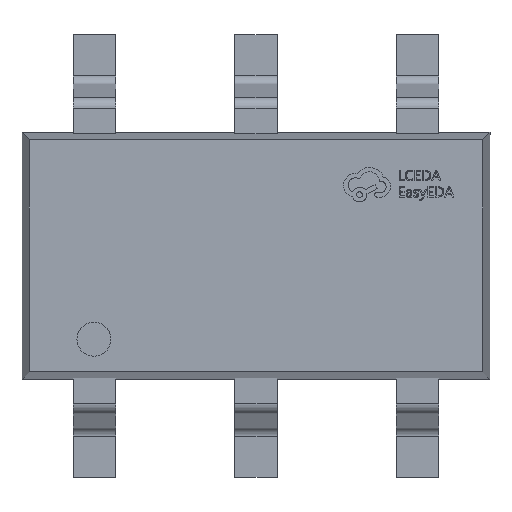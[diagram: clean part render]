
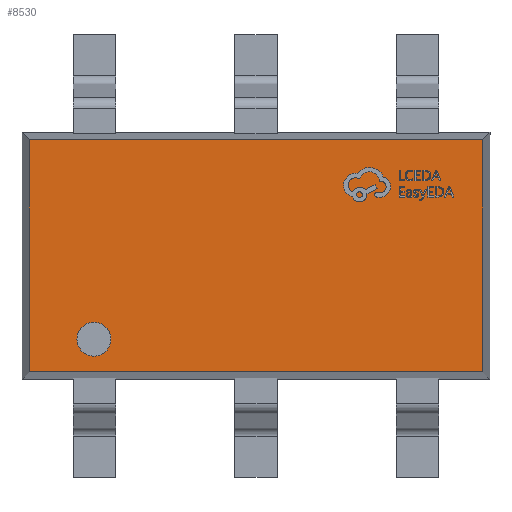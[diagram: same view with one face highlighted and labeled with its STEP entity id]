
A CAD part, top view. The second image highlights one B-rep face of the part: STEP entity #8530.
In plain terms, the highlighted planar face has unit normal (0, 0, 1).
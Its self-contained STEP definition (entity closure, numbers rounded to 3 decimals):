
#21 = CARTESIAN_POINT ( 'NONE',  ( -3.706, -0.456, 0.5 ) ) ;
#229 = LINE ( 'NONE', #12698, #18107 ) ;
#931 = CARTESIAN_POINT ( 'NONE',  ( -3.327, -0.266, 0.5 ) ) ;
#2188 = EDGE_CURVE ( 'NONE', #2787, #16286, #16942, .T. ) ;
#2235 = VECTOR ( 'NONE', #10114, 1000. ) ;
#2599 = ORIENTED_EDGE ( 'NONE', *, *, #11268, .T. ) ;
#2787 = VERTEX_POINT ( 'NONE', #9316 ) ;
#2841 = AXIS2_PLACEMENT_3D ( 'NONE', #13619, #18035, #15091 ) ;
#3647 = FACE_BOUND ( 'NONE', #11203, .T. ) ;
#3666 = VERTEX_POINT ( 'NONE', #21 ) ;
#3741 = VECTOR ( 'NONE', #14167, 1000. ) ;
#3970 = CARTESIAN_POINT ( 'NONE',  ( -1.044, -0.456, 0.5 ) ) ;
#4257 = CARTESIAN_POINT ( 'NONE',  ( -3.327, -0.366, 0.5 ) ) ;
#4381 = EDGE_CURVE ( 'NONE', #6274, #17999, #8463, .T. ) ;
#4588 = VECTOR ( 'NONE', #4678, 1000. ) ;
#4641 = CARTESIAN_POINT ( 'NONE',  ( -1.044, 0.906, 0.5 ) ) ;
#4678 = DIRECTION ( 'NONE',  ( 1., 0., 0. ) ) ;
#5307 = DIRECTION ( 'NONE',  ( 0., 1., 0. ) ) ;
#5319 = PLANE ( 'NONE',  #5445 ) ;
#5445 = AXIS2_PLACEMENT_3D ( 'NONE', #6600, #16555, #15177 ) ;
#6274 = VERTEX_POINT ( 'NONE', #4641 ) ;
#6453 = FACE_OUTER_BOUND ( 'NONE', #13117, .T. ) ;
#6600 = CARTESIAN_POINT ( 'NONE',  ( -2.375, 0.225, 0.5 ) ) ;
#6821 = CARTESIAN_POINT ( 'NONE',  ( -3.706, 0.906, 0.5 ) ) ;
#7868 = AXIS2_PLACEMENT_3D ( 'NONE', #931, #9291, #5307 ) ;
#8423 = ORIENTED_EDGE ( 'NONE', *, *, #2188, .F. ) ;
#8463 = LINE ( 'NONE', #15443, #3741 ) ;
#8530 = ADVANCED_FACE ( 'NONE', ( #3647, #6453 ), #5319, .T. ) ;
#8658 = LINE ( 'NONE', #14281, #2235 ) ;
#9291 = DIRECTION ( 'NONE',  ( 0., 0., 1. ) ) ;
#9316 = CARTESIAN_POINT ( 'NONE',  ( -3.327, -0.166, 0.5 ) ) ;
#10114 = DIRECTION ( 'NONE',  ( 0., 1., 0. ) ) ;
#11203 = EDGE_LOOP ( 'NONE', ( #8423, #15486 ) ) ;
#11268 = EDGE_CURVE ( 'NONE', #17999, #3666, #229, .T. ) ;
#11592 = LINE ( 'NONE', #17329, #4588 ) ;
#12698 = CARTESIAN_POINT ( 'NONE',  ( -3.706, 0.95, 0.5 ) ) ;
#12956 = ORIENTED_EDGE ( 'NONE', *, *, #4381, .T. ) ;
#13117 = EDGE_LOOP ( 'NONE', ( #15919, #14306, #12956, #2599 ) ) ;
#13619 = CARTESIAN_POINT ( 'NONE',  ( -3.327, -0.266, 0.5 ) ) ;
#13942 = EDGE_CURVE ( 'NONE', #16286, #2787, #15229, .T. ) ;
#14167 = DIRECTION ( 'NONE',  ( -1., 0., 0. ) ) ;
#14185 = DIRECTION ( 'NONE',  ( 0., -1., 0. ) ) ;
#14250 = VERTEX_POINT ( 'NONE', #3970 ) ;
#14281 = CARTESIAN_POINT ( 'NONE',  ( -1.044, 0.95, 0.5 ) ) ;
#14306 = ORIENTED_EDGE ( 'NONE', *, *, #15092, .T. ) ;
#15091 = DIRECTION ( 'NONE',  ( 0., 1., 0. ) ) ;
#15092 = EDGE_CURVE ( 'NONE', #14250, #6274, #8658, .T. ) ;
#15177 = DIRECTION ( 'NONE',  ( 0., 1., 0. ) ) ;
#15229 = CIRCLE ( 'NONE', #2841, 0.1 ) ;
#15443 = CARTESIAN_POINT ( 'NONE',  ( -1., 0.906, 0.5 ) ) ;
#15486 = ORIENTED_EDGE ( 'NONE', *, *, #13942, .F. ) ;
#15904 = EDGE_CURVE ( 'NONE', #3666, #14250, #11592, .T. ) ;
#15919 = ORIENTED_EDGE ( 'NONE', *, *, #15904, .T. ) ;
#16286 = VERTEX_POINT ( 'NONE', #4257 ) ;
#16555 = DIRECTION ( 'NONE',  ( 0., 0., 1. ) ) ;
#16942 = CIRCLE ( 'NONE', #7868, 0.1 ) ;
#17329 = CARTESIAN_POINT ( 'NONE',  ( -1., -0.456, 0.5 ) ) ;
#17999 = VERTEX_POINT ( 'NONE', #6821 ) ;
#18035 = DIRECTION ( 'NONE',  ( 0., 0., 1. ) ) ;
#18107 = VECTOR ( 'NONE', #14185, 1000. ) ;
